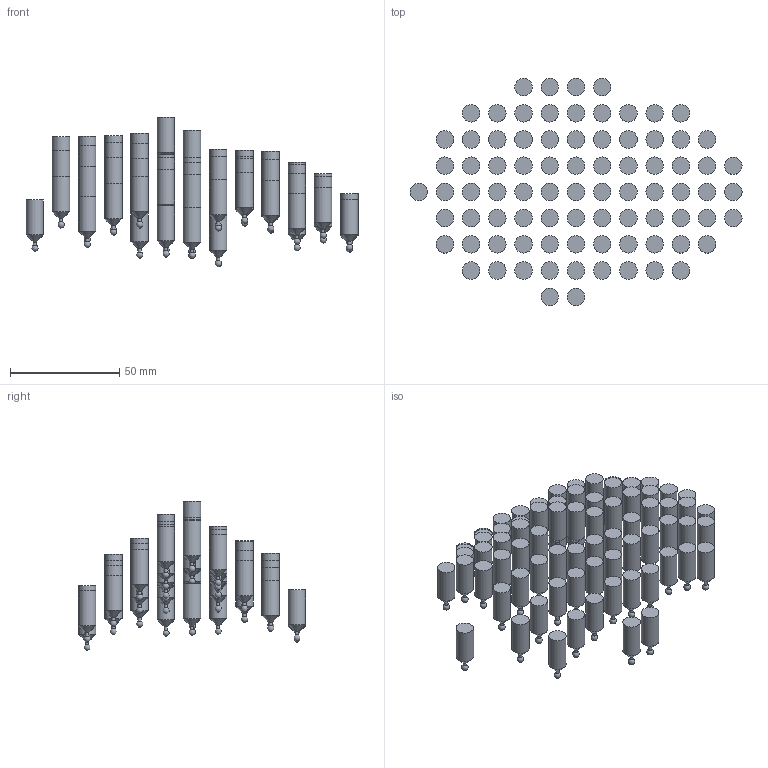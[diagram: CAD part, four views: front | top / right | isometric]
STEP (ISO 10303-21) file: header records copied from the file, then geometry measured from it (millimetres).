
FILE_DESCRIPTION(('Open CASCADE Model'),'2;1');
FILE_NAME('Open CASCADE Shape Model','2025-05-15T17:44:19',('Author'),( 'Open CASCADE'),'Open CASCADE STEP processor 7.7','Open CASCADE 7.7' ,'Unknown');
FILE_SCHEMA(('AUTOMOTIVE_DESIGN { 1 0 10303 214 1 1 1 1 }'));
Length unit declared in the file: millimetre
Products named in the file (84): Open CASCADE STEP translator 7.7 1; Open CASCADE STEP translator 7.7 1.1; Open CASCADE STEP translator 7.7 1.2; Open CASCADE STEP translator 7.7 1.3; Open CASCADE STEP translator 7.7 1.4; Open CASCADE STEP translator 7.7 1.5; Open CASCADE STEP translator 7.7 1.6; Open CASCADE STEP translator 7.7 1.7; Open CASCADE STEP translator 7.7 1.8; Open CASCADE STEP translator 7.7 1.9; Open CASCADE STEP translator 7.7 1.10; Open CASCADE STEP translator 7.7 1.11; Open CASCADE STEP translator 7.7 1.12; Open CASCADE STEP translator 7.7 1.13; Open CASCADE STEP translator 7.7 1.14; Open CASCADE STEP translator 7.7 1.15; Open CASCADE STEP translator 7.7 1.16; Open CASCADE STEP translator 7.7 1.17; Open CASCADE STEP translator 7.7 1.18; Open CASCADE STEP translator 7.7 1.19; Open CASCADE STEP translator 7.7 1.20; Open CASCADE STEP translator 7.7 1.21; Open CASCADE STEP translator 7.7 1.22; Open CASCADE STEP translator 7.7 1.23; Open CASCADE STEP translator 7.7 1.24; Open CASCADE STEP translator 7.7 1.25; Open CASCADE STEP translator 7.7 1.26; Open CASCADE STEP translator 7.7 1.27; Open CASCADE STEP translator 7.7 1.28; Open CASCADE STEP translator 7.7 1.29; Open CASCADE STEP translator 7.7 1.30; Open CASCADE STEP translator 7.7 1.31; Open CASCADE STEP translator 7.7 1.32; Open CASCADE STEP translator 7.7 1.33; Open CASCADE STEP translator 7.7 1.34; Open CASCADE STEP translator 7.7 1.35; Open CASCADE STEP translator 7.7 1.36; Open CASCADE STEP translator 7.7 1.37; Open CASCADE STEP translator 7.7 1.38; Open CASCADE STEP translator 7.7 1.39 ...
Assembly tree (83 placements, depth 2):
  Open CASCADE STEP translator 7.7 1
    Open CASCADE STEP translator 7.7 1.1
    Open CASCADE STEP translator 7.7 1.2
    Open CASCADE STEP translator 7.7 1.3
    Open CASCADE STEP translator 7.7 1.4
    Open CASCADE STEP translator 7.7 1.5
    Open CASCADE STEP translator 7.7 1.6
    Open CASCADE STEP translator 7.7 1.7
    Open CASCADE STEP translator 7.7 1.8
    Open CASCADE STEP translator 7.7 1.9
    Open CASCADE STEP translator 7.7 1.10
    Open CASCADE STEP translator 7.7 1.11
    Open CASCADE STEP translator 7.7 1.12
    Open CASCADE STEP translator 7.7 1.13
    Open CASCADE STEP translator 7.7 1.14
    Open CASCADE STEP translator 7.7 1.15
    Open CASCADE STEP translator 7.7 1.16
    Open CASCADE STEP translator 7.7 1.17
    Open CASCADE STEP translator 7.7 1.18
    Open CASCADE STEP translator 7.7 1.19
    Open CASCADE STEP translator 7.7 1.20
    Open CASCADE STEP translator 7.7 1.21
    Open CASCADE STEP translator 7.7 1.22
    Open CASCADE STEP translator 7.7 1.23
    Open CASCADE STEP translator 7.7 1.24
    Open CASCADE STEP translator 7.7 1.25
    Open CASCADE STEP translator 7.7 1.26
    Open CASCADE STEP translator 7.7 1.27
    Open CASCADE STEP translator 7.7 1.28
    Open CASCADE STEP translator 7.7 1.29
    Open CASCADE STEP translator 7.7 1.30
    Open CASCADE STEP translator 7.7 1.31
    Open CASCADE STEP translator 7.7 1.32
    Open CASCADE STEP translator 7.7 1.33
    Open CASCADE STEP translator 7.7 1.34
    Open CASCADE STEP translator 7.7 1.35
    Open CASCADE STEP translator 7.7 1.36
    Open CASCADE STEP translator 7.7 1.37
    Open CASCADE STEP translator 7.7 1.38
    Open CASCADE STEP translator 7.7 1.39
    Open CASCADE STEP translator 7.7 1.40
    Open CASCADE STEP translator 7.7 1.41
    Open CASCADE STEP translator 7.7 1.42
    Open CASCADE STEP translator 7.7 1.43
    Open CASCADE STEP translator 7.7 1.44
    Open CASCADE STEP translator 7.7 1.45
    Open CASCADE STEP translator 7.7 1.46
    Open CASCADE STEP translator 7.7 1.47
    Open CASCADE STEP translator 7.7 1.48
    Open CASCADE STEP translator 7.7 1.49
    Open CASCADE STEP translator 7.7 1.50
    Open CASCADE STEP translator 7.7 1.51
    Open CASCADE STEP translator 7.7 1.52
    Open CASCADE STEP translator 7.7 1.53
    Open CASCADE STEP translator 7.7 1.54
    Open CASCADE STEP translator 7.7 1.55
    Open CASCADE STEP translator 7.7 1.56
    Open CASCADE STEP translator 7.7 1.57
    Open CASCADE STEP translator 7.7 1.58
    Open CASCADE STEP translator 7.7 1.59
Bounding box: 152 x 104 x 68.49 mm (x, y, z)
Volume: 73649.8 mm3; surface area: 45998.2 mm2
Topology: 83 solids, 83 shells, 415 faces, 747 edges, 415 vertices
Faces by surface type: cylinder 166, cone 83, sphere 83, plane 83
Full cylindrical faces by diameter (mm): 1.5 x83, 8 x83
Entity records: 19272 total; most frequent: DIRECTION 3156, CARTESIAN_POINT 3155, ORIENTED_EDGE 1328, PCURVE 1328, DEFINITIONAL_REPRESENTATION 1328, LINE 1245, VECTOR 1245, AXIS2_PLACEMENT_3D 914
